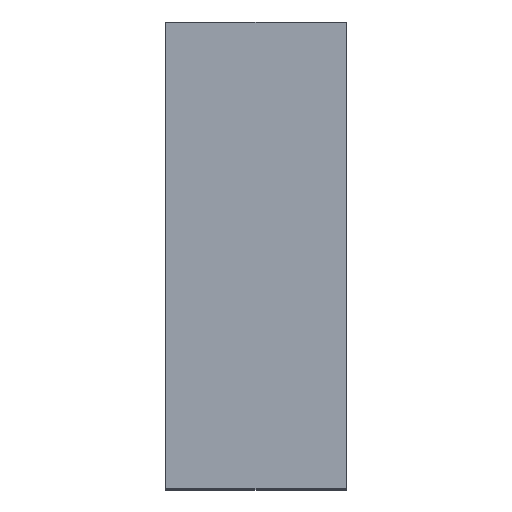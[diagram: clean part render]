
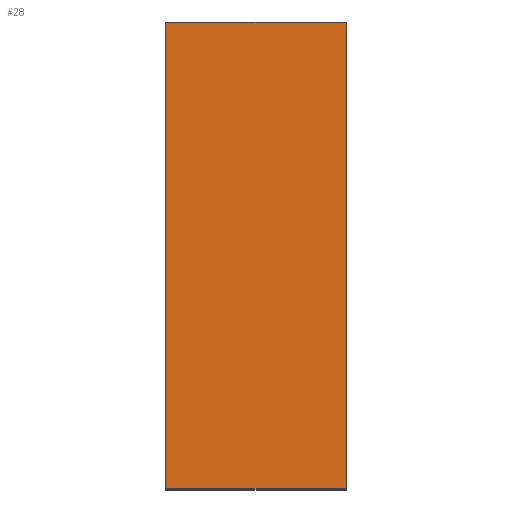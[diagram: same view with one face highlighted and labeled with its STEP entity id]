
A CAD part, top view. The second image highlights one B-rep face of the part: STEP entity #28.
In plain terms, the highlighted planar face has unit normal (0, 0, 1).
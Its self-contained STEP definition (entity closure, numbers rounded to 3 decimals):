
#28 = ADVANCED_FACE ( 'NONE', ( #85 ), #336, .F. ) ;
#40 = VERTEX_POINT ( 'NONE', #331 ) ;
#46 = CARTESIAN_POINT ( 'NONE',  ( -6., 0., 36. ) ) ;
#85 = FACE_OUTER_BOUND ( 'NONE', #376, .T. ) ;
#91 = LINE ( 'NONE', #403, #122 ) ;
#98 = CARTESIAN_POINT ( 'NONE',  ( 6., -31., 36. ) ) ;
#113 = CARTESIAN_POINT ( 'NONE',  ( -6., 0., 36. ) ) ;
#122 = VECTOR ( 'NONE', #488, 1000. ) ;
#138 = VERTEX_POINT ( 'NONE', #98 ) ;
#142 = ORIENTED_EDGE ( 'NONE', *, *, #412, .F. ) ;
#162 = ORIENTED_EDGE ( 'NONE', *, *, #445, .T. ) ;
#191 = ORIENTED_EDGE ( 'NONE', *, *, #410, .F. ) ;
#194 = ORIENTED_EDGE ( 'NONE', *, *, #426, .T. ) ;
#200 = LINE ( 'NONE', #320, #315 ) ;
#210 = VECTOR ( 'NONE', #420, 1000. ) ;
#213 = LINE ( 'NONE', #471, #397 ) ;
#233 = VERTEX_POINT ( 'NONE', #113 ) ;
#286 = DIRECTION ( 'NONE',  ( 0., -1., 0. ) ) ;
#315 = VECTOR ( 'NONE', #473, 1000. ) ;
#320 = CARTESIAN_POINT ( 'NONE',  ( 6., -31., 36. ) ) ;
#324 = DIRECTION ( 'NONE',  ( 0., 1., 0. ) ) ;
#329 = DIRECTION ( 'NONE',  ( 0., 0., -1. ) ) ;
#331 = CARTESIAN_POINT ( 'NONE',  ( 6., 0., 36. ) ) ;
#336 = PLANE ( 'NONE',  #416 ) ;
#359 = CARTESIAN_POINT ( 'NONE',  ( 6., 0., 36. ) ) ;
#376 = EDGE_LOOP ( 'NONE', ( #194, #142, #191, #162 ) ) ;
#391 = LINE ( 'NONE', #46, #210 ) ;
#397 = VECTOR ( 'NONE', #286, 1000. ) ;
#403 = CARTESIAN_POINT ( 'NONE',  ( 6., 0., 36. ) ) ;
#410 = EDGE_CURVE ( 'NONE', #40, #138, #213, .T. ) ;
#412 = EDGE_CURVE ( 'NONE', #138, #418, #200, .T. ) ;
#416 = AXIS2_PLACEMENT_3D ( 'NONE', #359, #329, #324 ) ;
#418 = VERTEX_POINT ( 'NONE', #483 ) ;
#420 = DIRECTION ( 'NONE',  ( 0., -1., 0. ) ) ;
#426 = EDGE_CURVE ( 'NONE', #233, #418, #391, .T. ) ;
#445 = EDGE_CURVE ( 'NONE', #40, #233, #91, .T. ) ;
#471 = CARTESIAN_POINT ( 'NONE',  ( 6., 0., 36. ) ) ;
#473 = DIRECTION ( 'NONE',  ( -1., 0., 0. ) ) ;
#483 = CARTESIAN_POINT ( 'NONE',  ( -6., -31., 36. ) ) ;
#488 = DIRECTION ( 'NONE',  ( -1., 0., 0. ) ) ;
